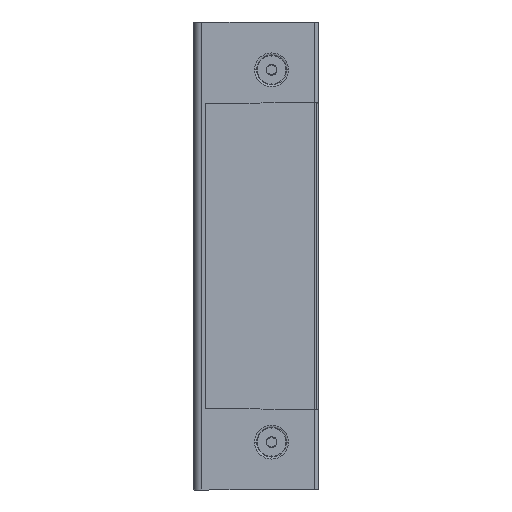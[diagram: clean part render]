
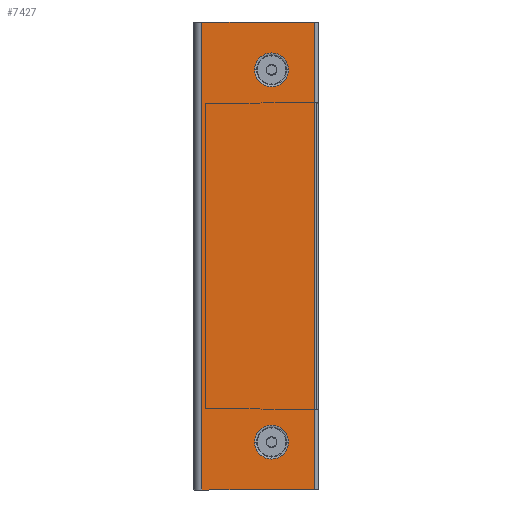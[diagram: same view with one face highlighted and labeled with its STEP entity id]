
A CAD part, left-side view. The second image highlights one B-rep face of the part: STEP entity #7427.
In plain terms, the highlighted planar face has unit normal (-1, 0, 0).
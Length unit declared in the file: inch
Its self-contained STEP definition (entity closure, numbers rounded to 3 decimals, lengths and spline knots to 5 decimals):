
#64 = DIRECTION ( 'NONE',  ( 0., -1., 0. ) ) ;
#185 = VERTEX_POINT ( 'NONE', #4689 ) ;
#321 = EDGE_CURVE ( 'NONE', #8166, #8139, #3507, .T. ) ;
#364 = CARTESIAN_POINT ( 'NONE',  ( -0.029, -0.7874, 1.9685 ) ) ;
#376 = VECTOR ( 'NONE', #5307, 39.37008 ) ;
#425 = CIRCLE ( 'NONE', #2601, 0.17969 ) ;
#546 = EDGE_CURVE ( 'NONE', #185, #4634, #2308, .T. ) ;
#644 = FACE_OUTER_BOUND ( 'NONE', #1101, .T. ) ;
#672 = CIRCLE ( 'NONE', #4886, 0.17969 ) ;
#773 = DIRECTION ( 'NONE',  ( 0., 0., -1. ) ) ;
#805 = DIRECTION ( 'NONE',  ( -1., 0., 0. ) ) ;
#824 = DIRECTION ( 'NONE',  ( -1., 0., 0. ) ) ;
#1101 = EDGE_LOOP ( 'NONE', ( #1309, #7358, #5513, #6379 ) ) ;
#1208 = CARTESIAN_POINT ( 'NONE',  ( -0.029, 0., 2.475 ) ) ;
#1309 = ORIENTED_EDGE ( 'NONE', *, *, #2494, .T. ) ;
#1815 = FACE_BOUND ( 'NONE', #7343, .T. ) ;
#2118 = ORIENTED_EDGE ( 'NONE', *, *, #321, .F. ) ;
#2204 = CARTESIAN_POINT ( 'NONE',  ( -0.029, 0., 2.475 ) ) ;
#2308 = LINE ( 'NONE', #1208, #376 ) ;
#2361 = LINE ( 'NONE', #5541, #2895 ) ;
#2494 = EDGE_CURVE ( 'NONE', #6731, #6244, #5119, .T. ) ;
#2601 = AXIS2_PLACEMENT_3D ( 'NONE', #6936, #805, #6954 ) ;
#2716 = DIRECTION ( 'NONE',  ( 0., 0., -1. ) ) ;
#2895 = VECTOR ( 'NONE', #2716, 39.37008 ) ;
#2916 = CARTESIAN_POINT ( 'NONE',  ( -0.029, -0.60771, -1.9685 ) ) ;
#3006 = LINE ( 'NONE', #8710, #7447 ) ;
#3179 = ORIENTED_EDGE ( 'NONE', *, *, #5940, .F. ) ;
#3328 = CIRCLE ( 'NONE', #3793, 0.17969 ) ;
#3423 = FACE_BOUND ( 'NONE', #6612, .T. ) ;
#3507 = CIRCLE ( 'NONE', #6220, 0.17969 ) ;
#3622 = PLANE ( 'NONE',  #8897 ) ;
#3713 = EDGE_CURVE ( 'NONE', #185, #6731, #2361, .T. ) ;
#3734 = ORIENTED_EDGE ( 'NONE', *, *, #3977, .F. ) ;
#3739 = DIRECTION ( 'NONE',  ( 0., -1., 0. ) ) ;
#3793 = AXIS2_PLACEMENT_3D ( 'NONE', #364, #4505, #3739 ) ;
#3977 = EDGE_CURVE ( 'NONE', #8473, #6472, #3328, .T. ) ;
#4311 = DIRECTION ( 'NONE',  ( 1., 0., 0. ) ) ;
#4354 = ORIENTED_EDGE ( 'NONE', *, *, #6602, .F. ) ;
#4364 = CARTESIAN_POINT ( 'NONE',  ( -0.029, -1.24, -2.475 ) ) ;
#4381 = CARTESIAN_POINT ( 'NONE',  ( -0.029, -0.7874, 1.9685 ) ) ;
#4443 = DIRECTION ( 'NONE',  ( 0., -1., 0. ) ) ;
#4505 = DIRECTION ( 'NONE',  ( -1., 0., 0. ) ) ;
#4608 = CARTESIAN_POINT ( 'NONE',  ( -0.029, -0.9671, 1.9685 ) ) ;
#4634 = VERTEX_POINT ( 'NONE', #6628 ) ;
#4689 = CARTESIAN_POINT ( 'NONE',  ( -0.029, -0.05, 2.475 ) ) ;
#4886 = AXIS2_PLACEMENT_3D ( 'NONE', #4381, #8656, #8750 ) ;
#5119 = LINE ( 'NONE', #6466, #8537 ) ;
#5307 = DIRECTION ( 'NONE',  ( 0., -1., 0. ) ) ;
#5513 = ORIENTED_EDGE ( 'NONE', *, *, #546, .F. ) ;
#5541 = CARTESIAN_POINT ( 'NONE',  ( -0.029, -0.05, 2.475 ) ) ;
#5717 = DIRECTION ( 'NONE',  ( 0., 1., 0. ) ) ;
#5940 = EDGE_CURVE ( 'NONE', #6472, #8473, #672, .T. ) ;
#6220 = AXIS2_PLACEMENT_3D ( 'NONE', #7600, #824, #64 ) ;
#6244 = VERTEX_POINT ( 'NONE', #4364 ) ;
#6379 = ORIENTED_EDGE ( 'NONE', *, *, #3713, .T. ) ;
#6466 = CARTESIAN_POINT ( 'NONE',  ( -0.029, 0., -2.475 ) ) ;
#6472 = VERTEX_POINT ( 'NONE', #4608 ) ;
#6522 = EDGE_CURVE ( 'NONE', #4634, #6244, #3006, .T. ) ;
#6602 = EDGE_CURVE ( 'NONE', #8139, #8166, #425, .T. ) ;
#6612 = EDGE_LOOP ( 'NONE', ( #2118, #4354 ) ) ;
#6628 = CARTESIAN_POINT ( 'NONE',  ( -0.029, -1.24, 2.475 ) ) ;
#6731 = VERTEX_POINT ( 'NONE', #8340 ) ;
#6936 = CARTESIAN_POINT ( 'NONE',  ( -0.029, -0.7874, -1.9685 ) ) ;
#6954 = DIRECTION ( 'NONE',  ( 0., -1., 0. ) ) ;
#7343 = EDGE_LOOP ( 'NONE', ( #3179, #3734 ) ) ;
#7358 = ORIENTED_EDGE ( 'NONE', *, *, #6522, .F. ) ;
#7427 = ADVANCED_FACE ( 'NONE', ( #1815, #3423, #644 ), #3622, .F. ) ;
#7447 = VECTOR ( 'NONE', #773, 39.37008 ) ;
#7600 = CARTESIAN_POINT ( 'NONE',  ( -0.029, -0.7874, -1.9685 ) ) ;
#8139 = VERTEX_POINT ( 'NONE', #2916 ) ;
#8166 = VERTEX_POINT ( 'NONE', #8668 ) ;
#8340 = CARTESIAN_POINT ( 'NONE',  ( -0.029, -0.05, -2.475 ) ) ;
#8473 = VERTEX_POINT ( 'NONE', #8476 ) ;
#8476 = CARTESIAN_POINT ( 'NONE',  ( -0.029, -0.60771, 1.9685 ) ) ;
#8537 = VECTOR ( 'NONE', #4443, 39.37008 ) ;
#8656 = DIRECTION ( 'NONE',  ( -1., 0., 0. ) ) ;
#8668 = CARTESIAN_POINT ( 'NONE',  ( -0.029, -0.9671, -1.9685 ) ) ;
#8710 = CARTESIAN_POINT ( 'NONE',  ( -0.029, -1.24, 2.475 ) ) ;
#8750 = DIRECTION ( 'NONE',  ( 0., -1., 0. ) ) ;
#8897 = AXIS2_PLACEMENT_3D ( 'NONE', #2204, #4311, #5717 ) ;
